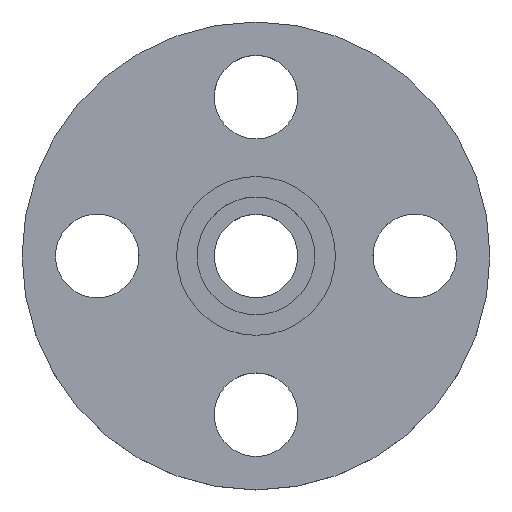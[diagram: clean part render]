
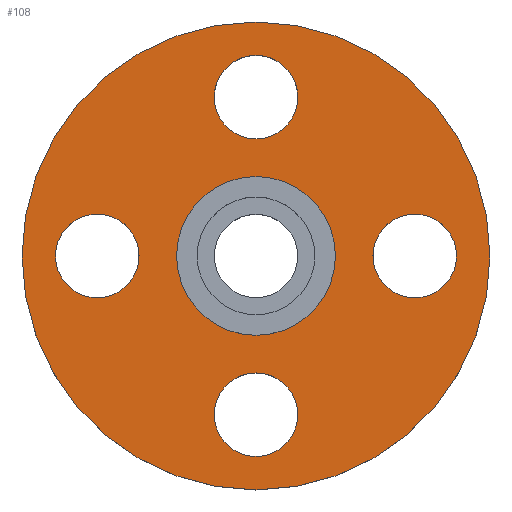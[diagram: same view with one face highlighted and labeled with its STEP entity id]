
A CAD part, top view. The second image highlights one B-rep face of the part: STEP entity #108.
In plain terms, the highlighted planar face has unit normal (0, 0, 1).
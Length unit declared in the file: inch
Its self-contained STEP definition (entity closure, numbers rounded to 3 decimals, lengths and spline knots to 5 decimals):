
#4 = AXIS2_PLACEMENT_3D ( 'NONE', #403, #554, #360 ) ;
#5 = CIRCLE ( 'NONE', #721, 0.3125 ) ;
#6 = CIRCLE ( 'NONE', #654, 0.59375 ) ;
#7 = CIRCLE ( 'NONE', #425, 0.3125 ) ;
#9 = DIRECTION ( 'NONE',  ( 1., 0., 0. ) ) ;
#15 = FACE_BOUND ( 'NONE', #485, .T. ) ;
#21 = CARTESIAN_POINT ( 'NONE',  ( -1.1875, 0., 0.4375 ) ) ;
#30 = DIRECTION ( 'NONE',  ( 1., 0., 0. ) ) ;
#33 = CARTESIAN_POINT ( 'NONE',  ( -1.75, 0., 0.4375 ) ) ;
#53 = CARTESIAN_POINT ( 'NONE',  ( -0.59375, 0., 0.4375 ) ) ;
#54 = EDGE_CURVE ( 'NONE', #780, #492, #309, .T. ) ;
#62 = CARTESIAN_POINT ( 'NONE',  ( 1.1875, 0., 0.4375 ) ) ;
#63 = DIRECTION ( 'NONE',  ( 1., 0., 0. ) ) ;
#64 = VERTEX_POINT ( 'NONE', #209 ) ;
#67 = CARTESIAN_POINT ( 'NONE',  ( 0., 1.1875, 0.4375 ) ) ;
#73 = DIRECTION ( 'NONE',  ( 0., 0., 1. ) ) ;
#76 = DIRECTION ( 'NONE',  ( 0., 0., 1. ) ) ;
#88 = DIRECTION ( 'NONE',  ( 1., 0., 0. ) ) ;
#91 = VERTEX_POINT ( 'NONE', #33 ) ;
#96 = CARTESIAN_POINT ( 'NONE',  ( 0., 0., 0.4375 ) ) ;
#106 = EDGE_CURVE ( 'NONE', #687, #434, #7, .T. ) ;
#108 = ADVANCED_FACE ( 'NONE', ( #134, #758, #241, #15, #769, #669 ), #225, .T. ) ;
#111 = VERTEX_POINT ( 'NONE', #53 ) ;
#112 = CARTESIAN_POINT ( 'NONE',  ( 0., -1.1875, 0.4375 ) ) ;
#117 = DIRECTION ( 'NONE',  ( 1., 0., 0. ) ) ;
#126 = CARTESIAN_POINT ( 'NONE',  ( -0.875, 0., 0.4375 ) ) ;
#134 = FACE_BOUND ( 'NONE', #462, .T. ) ;
#137 = DIRECTION ( 'NONE',  ( 0., 0., 1. ) ) ;
#139 = CARTESIAN_POINT ( 'NONE',  ( 0., 0., 0.4375 ) ) ;
#146 = CARTESIAN_POINT ( 'NONE',  ( 0.59375, 0., 0.4375 ) ) ;
#155 = AXIS2_PLACEMENT_3D ( 'NONE', #62, #670, #619 ) ;
#158 = CARTESIAN_POINT ( 'NONE',  ( 0.3125, -1.1875, 0.4375 ) ) ;
#175 = EDGE_CURVE ( 'NONE', #324, #193, #440, .T. ) ;
#177 = AXIS2_PLACEMENT_3D ( 'NONE', #762, #751, #30 ) ;
#181 = CARTESIAN_POINT ( 'NONE',  ( 0., 1.1875, 0.4375 ) ) ;
#190 = EDGE_CURVE ( 'NONE', #64, #302, #498, .T. ) ;
#191 = DIRECTION ( 'NONE',  ( 1., 0., 0. ) ) ;
#192 = AXIS2_PLACEMENT_3D ( 'NONE', #673, #76, #509 ) ;
#193 = VERTEX_POINT ( 'NONE', #491 ) ;
#200 = EDGE_LOOP ( 'NONE', ( #487, #214 ) ) ;
#206 = CIRCLE ( 'NONE', #506, 1.75 ) ;
#209 = CARTESIAN_POINT ( 'NONE',  ( 0.3125, 1.1875, 0.4375 ) ) ;
#210 = DIRECTION ( 'NONE',  ( 0., 0., 1. ) ) ;
#211 = CARTESIAN_POINT ( 'NONE',  ( -1.1875, 0., 0.4375 ) ) ;
#214 = ORIENTED_EDGE ( 'NONE', *, *, #190, .F. ) ;
#218 = AXIS2_PLACEMENT_3D ( 'NONE', #96, #210, #634 ) ;
#225 = PLANE ( 'NONE',  #4 ) ;
#227 = DIRECTION ( 'NONE',  ( 1., 0., 0. ) ) ;
#236 = EDGE_CURVE ( 'NONE', #111, #305, #6, .T. ) ;
#237 = ORIENTED_EDGE ( 'NONE', *, *, #478, .T. ) ;
#241 = FACE_OUTER_BOUND ( 'NONE', #317, .T. ) ;
#242 = DIRECTION ( 'NONE',  ( 0., 0., 1. ) ) ;
#280 = CIRCLE ( 'NONE', #177, 0.59375 ) ;
#285 = ORIENTED_EDGE ( 'NONE', *, *, #473, .F. ) ;
#293 = CARTESIAN_POINT ( 'NONE',  ( 0., -1.1875, 0.4375 ) ) ;
#294 = DIRECTION ( 'NONE',  ( 0., 0., 1. ) ) ;
#302 = VERTEX_POINT ( 'NONE', #321 ) ;
#305 = VERTEX_POINT ( 'NONE', #146 ) ;
#306 = CARTESIAN_POINT ( 'NONE',  ( 1.75, 0., 0.4375 ) ) ;
#309 = CIRCLE ( 'NONE', #562, 0.3125 ) ;
#317 = EDGE_LOOP ( 'NONE', ( #237, #379 ) ) ;
#321 = CARTESIAN_POINT ( 'NONE',  ( -0.3125, 1.1875, 0.4375 ) ) ;
#324 = VERTEX_POINT ( 'NONE', #737 ) ;
#332 = DIRECTION ( 'NONE',  ( 0., 0., 1. ) ) ;
#334 = DIRECTION ( 'NONE',  ( 0., 0., 1. ) ) ;
#335 = CIRCLE ( 'NONE', #218, 1.75 ) ;
#350 = EDGE_CURVE ( 'NONE', #193, #324, #757, .T. ) ;
#360 = DIRECTION ( 'NONE',  ( 1., 0., 0. ) ) ;
#375 = EDGE_CURVE ( 'NONE', #434, #687, #674, .T. ) ;
#379 = ORIENTED_EDGE ( 'NONE', *, *, #411, .T. ) ;
#385 = ORIENTED_EDGE ( 'NONE', *, *, #375, .F. ) ;
#392 = DIRECTION ( 'NONE',  ( 1., 0., 0. ) ) ;
#394 = EDGE_LOOP ( 'NONE', ( #771, #416 ) ) ;
#403 = CARTESIAN_POINT ( 'NONE',  ( 0., 0., 0.4375 ) ) ;
#408 = ORIENTED_EDGE ( 'NONE', *, *, #528, .F. ) ;
#411 = EDGE_CURVE ( 'NONE', #744, #91, #206, .T. ) ;
#416 = ORIENTED_EDGE ( 'NONE', *, *, #350, .F. ) ;
#425 = AXIS2_PLACEMENT_3D ( 'NONE', #211, #631, #63 ) ;
#434 = VERTEX_POINT ( 'NONE', #759 ) ;
#440 = CIRCLE ( 'NONE', #155, 0.3125 ) ;
#456 = DIRECTION ( 'NONE',  ( 1., 0., 0. ) ) ;
#458 = DIRECTION ( 'NONE',  ( 0., 0., 1. ) ) ;
#462 = EDGE_LOOP ( 'NONE', ( #626, #408 ) ) ;
#465 = AXIS2_PLACEMENT_3D ( 'NONE', #21, #458, #456 ) ;
#473 = EDGE_CURVE ( 'NONE', #305, #111, #280, .T. ) ;
#478 = EDGE_CURVE ( 'NONE', #91, #744, #335, .T. ) ;
#485 = EDGE_LOOP ( 'NONE', ( #539, #285 ) ) ;
#487 = ORIENTED_EDGE ( 'NONE', *, *, #756, .F. ) ;
#491 = CARTESIAN_POINT ( 'NONE',  ( 1.5, 0., 0.4375 ) ) ;
#492 = VERTEX_POINT ( 'NONE', #158 ) ;
#498 = CIRCLE ( 'NONE', #586, 0.3125 ) ;
#506 = AXIS2_PLACEMENT_3D ( 'NONE', #694, #334, #88 ) ;
#509 = DIRECTION ( 'NONE',  ( 1., 0., 0. ) ) ;
#528 = EDGE_CURVE ( 'NONE', #492, #780, #5, .T. ) ;
#532 = EDGE_LOOP ( 'NONE', ( #385, #620 ) ) ;
#539 = ORIENTED_EDGE ( 'NONE', *, *, #236, .F. ) ;
#554 = DIRECTION ( 'NONE',  ( 0., 0., 1. ) ) ;
#562 = AXIS2_PLACEMENT_3D ( 'NONE', #293, #332, #392 ) ;
#586 = AXIS2_PLACEMENT_3D ( 'NONE', #67, #73, #191 ) ;
#603 = AXIS2_PLACEMENT_3D ( 'NONE', #181, #242, #117 ) ;
#604 = CARTESIAN_POINT ( 'NONE',  ( -0.3125, -1.1875, 0.4375 ) ) ;
#616 = CIRCLE ( 'NONE', #603, 0.3125 ) ;
#619 = DIRECTION ( 'NONE',  ( 1., 0., 0. ) ) ;
#620 = ORIENTED_EDGE ( 'NONE', *, *, #106, .F. ) ;
#626 = ORIENTED_EDGE ( 'NONE', *, *, #54, .F. ) ;
#631 = DIRECTION ( 'NONE',  ( 0., 0., 1. ) ) ;
#634 = DIRECTION ( 'NONE',  ( 1., 0., 0. ) ) ;
#654 = AXIS2_PLACEMENT_3D ( 'NONE', #139, #137, #9 ) ;
#669 = FACE_BOUND ( 'NONE', #394, .T. ) ;
#670 = DIRECTION ( 'NONE',  ( 0., 0., 1. ) ) ;
#673 = CARTESIAN_POINT ( 'NONE',  ( 1.1875, 0., 0.4375 ) ) ;
#674 = CIRCLE ( 'NONE', #465, 0.3125 ) ;
#687 = VERTEX_POINT ( 'NONE', #126 ) ;
#694 = CARTESIAN_POINT ( 'NONE',  ( 0., 0., 0.4375 ) ) ;
#721 = AXIS2_PLACEMENT_3D ( 'NONE', #112, #294, #227 ) ;
#737 = CARTESIAN_POINT ( 'NONE',  ( 0.875, 0., 0.4375 ) ) ;
#744 = VERTEX_POINT ( 'NONE', #306 ) ;
#751 = DIRECTION ( 'NONE',  ( 0., 0., 1. ) ) ;
#756 = EDGE_CURVE ( 'NONE', #302, #64, #616, .T. ) ;
#757 = CIRCLE ( 'NONE', #192, 0.3125 ) ;
#758 = FACE_BOUND ( 'NONE', #200, .T. ) ;
#759 = CARTESIAN_POINT ( 'NONE',  ( -1.5, 0., 0.4375 ) ) ;
#762 = CARTESIAN_POINT ( 'NONE',  ( 0., 0., 0.4375 ) ) ;
#769 = FACE_BOUND ( 'NONE', #532, .T. ) ;
#771 = ORIENTED_EDGE ( 'NONE', *, *, #175, .F. ) ;
#780 = VERTEX_POINT ( 'NONE', #604 ) ;
